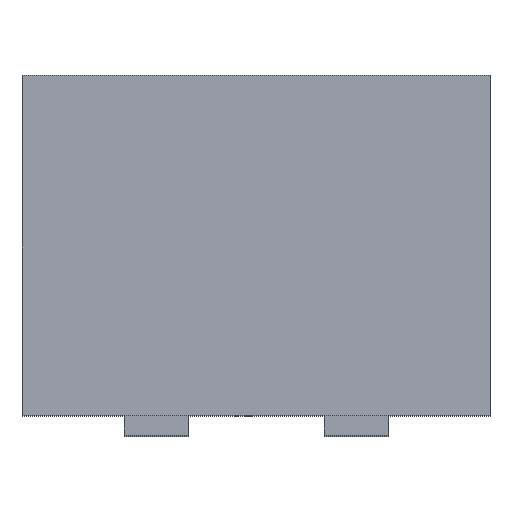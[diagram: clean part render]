
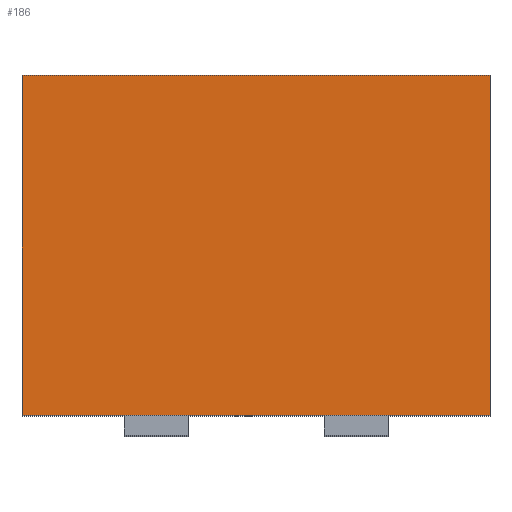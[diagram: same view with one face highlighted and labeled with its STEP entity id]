
A CAD part, top view. The second image highlights one B-rep face of the part: STEP entity #186.
In plain terms, the highlighted planar face has unit normal (0, 0, 1).
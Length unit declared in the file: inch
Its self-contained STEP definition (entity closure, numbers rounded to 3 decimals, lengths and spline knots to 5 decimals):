
#186 = ADVANCED_FACE( '', ( #237 ), #238, .F. );
#237 = FACE_OUTER_BOUND( '', #334, .T. );
#238 = PLANE( '', #335 );
#334 = EDGE_LOOP( '', ( #459, #460, #461, #462 ) );
#335 = AXIS2_PLACEMENT_3D( '', #463, #464, #465 );
#459 = ORIENTED_EDGE( '', *, *, #801, .T. );
#460 = ORIENTED_EDGE( '', *, *, #812, .F. );
#461 = ORIENTED_EDGE( '', *, *, #813, .F. );
#462 = ORIENTED_EDGE( '', *, *, #804, .T. );
#463 = CARTESIAN_POINT( '', ( 0., 0.085, 0.06 ) );
#464 = DIRECTION( '', ( 0., 0., -1. ) );
#465 = DIRECTION( '', ( -1., 0., 0. ) );
#801 = EDGE_CURVE( '', #930, #928, #931, .T. );
#804 = EDGE_CURVE( '', #935, #930, #936, .T. );
#812 = EDGE_CURVE( '', #949, #928, #950, .T. );
#813 = EDGE_CURVE( '', #935, #949, #951, .T. );
#928 = VERTEX_POINT( '', #1136 );
#930 = VERTEX_POINT( '', #1139 );
#931 = LINE( '', #1140, #1141 );
#935 = VERTEX_POINT( '', #1147 );
#936 = LINE( '', #1148, #1149 );
#949 = VERTEX_POINT( '', #1169 );
#950 = LINE( '', #1170, #1171 );
#951 = LINE( '', #1172, #1173 );
#1136 = CARTESIAN_POINT( '', ( 0.117, 0., 0.06 ) );
#1139 = CARTESIAN_POINT( '', ( 0., 0., 0.06 ) );
#1140 = CARTESIAN_POINT( '', ( 0., 0., 0.06 ) );
#1141 = VECTOR( '', #1433, 39.37008 );
#1147 = CARTESIAN_POINT( '', ( 0., 0.085, 0.06 ) );
#1148 = CARTESIAN_POINT( '', ( 0., 0.085, 0.06 ) );
#1149 = VECTOR( '', #1436, 39.37008 );
#1169 = CARTESIAN_POINT( '', ( 0.117, 0.085, 0.06 ) );
#1170 = CARTESIAN_POINT( '', ( 0.117, 0.085, 0.06 ) );
#1171 = VECTOR( '', #1444, 39.37008 );
#1172 = CARTESIAN_POINT( '', ( 0., 0.085, 0.06 ) );
#1173 = VECTOR( '', #1445, 39.37008 );
#1433 = DIRECTION( '', ( 1., 0., 0. ) );
#1436 = DIRECTION( '', ( 0., -1., 0. ) );
#1444 = DIRECTION( '', ( 0., -1., 0. ) );
#1445 = DIRECTION( '', ( 1., 0., 0. ) );
